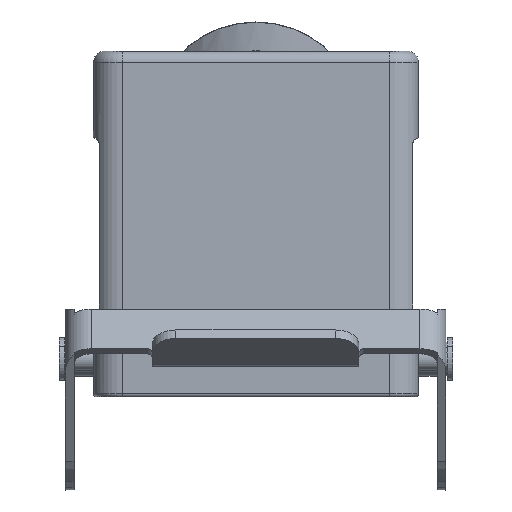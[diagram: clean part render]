
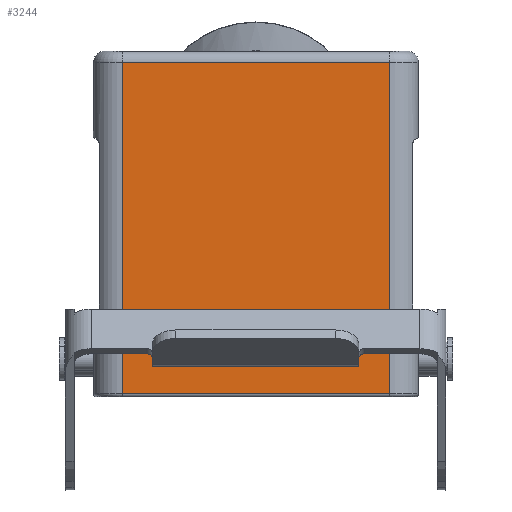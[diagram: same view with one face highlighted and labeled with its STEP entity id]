
A CAD part, left-side view. The second image highlights one B-rep face of the part: STEP entity #3244.
In plain terms, the highlighted planar face has unit normal (-1, 0, 0).
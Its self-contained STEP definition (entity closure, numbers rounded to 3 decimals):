
#9=DIRECTION('',(0.,0.,1.));
#10=VECTOR('',#9,57.);
#11=CARTESIAN_POINT('',(-41.,-23.,0.5));
#12=LINE('',#11,#10);
#264=DIRECTION('',(0.,1.,0.));
#265=VECTOR('',#264,46.);
#266=CARTESIAN_POINT('',(-41.,-23.,57.5));
#267=LINE('',#266,#265);
#272=DIRECTION('',(0.,-1.,0.));
#273=VECTOR('',#272,46.);
#274=CARTESIAN_POINT('',(-41.,23.,0.5));
#275=LINE('',#274,#273);
#472=DIRECTION('',(0.,0.,-1.));
#473=VECTOR('',#472,57.);
#474=CARTESIAN_POINT('',(-41.,23.,57.5));
#475=LINE('',#474,#473);
#2766=CARTESIAN_POINT('',(-41.,23.,57.5));
#2767=VERTEX_POINT('',#2766);
#2768=CARTESIAN_POINT('',(-41.,23.,0.5));
#2769=VERTEX_POINT('',#2768);
#2776=CARTESIAN_POINT('',(-41.,-23.,0.5));
#2777=VERTEX_POINT('',#2776);
#2778=CARTESIAN_POINT('',(-41.,-23.,57.5));
#2779=VERTEX_POINT('',#2778);
#3231=CARTESIAN_POINT('',(-41.,0.,29.));
#3232=DIRECTION('',(1.,0.,0.));
#3233=DIRECTION('',(0.,-1.,0.));
#3234=AXIS2_PLACEMENT_3D('',#3231,#3232,#3233);
#3235=PLANE('',#3234);
#3236=ORIENTED_EDGE('',*,*,#3223,.F.);
#3237=ORIENTED_EDGE('',*,*,#2914,.F.);
#3239=ORIENTED_EDGE('',*,*,#3238,.F.);
#3241=ORIENTED_EDGE('',*,*,#3240,.F.);
#3242=EDGE_LOOP('',(#3236,#3237,#3239,#3241));
#3243=FACE_OUTER_BOUND('',#3242,.F.);
#3244=ADVANCED_FACE('',(#3243),#3235,.F.);
#2914=EDGE_CURVE('',#2777,#2779,#12,.T.);
#3223=EDGE_CURVE('',#2779,#2767,#267,.T.);
#3238=EDGE_CURVE('',#2769,#2777,#275,.T.);
#3240=EDGE_CURVE('',#2767,#2769,#475,.T.);
